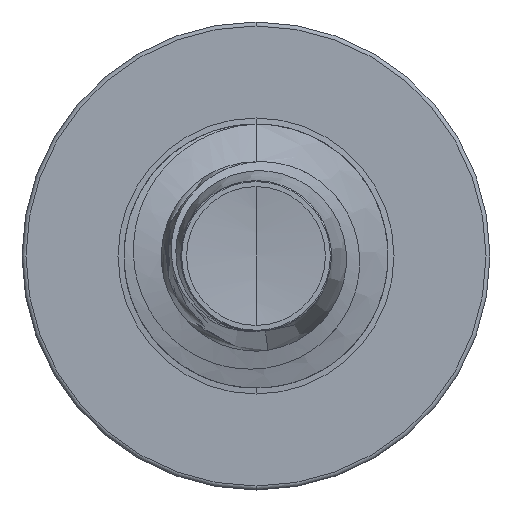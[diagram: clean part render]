
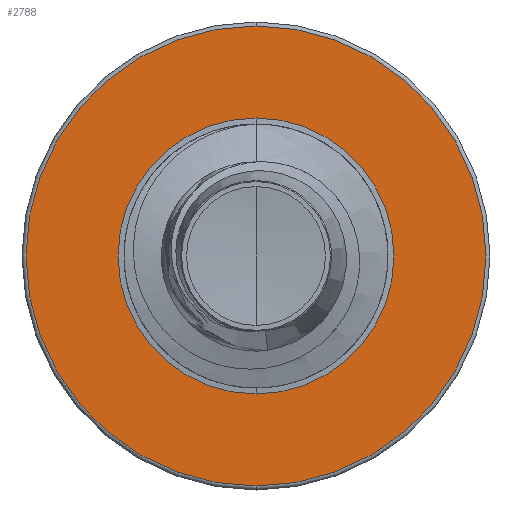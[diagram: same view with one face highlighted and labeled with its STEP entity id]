
A CAD part, front view. The second image highlights one B-rep face of the part: STEP entity #2788.
In plain terms, the highlighted planar face has unit normal (0, -1, 0).
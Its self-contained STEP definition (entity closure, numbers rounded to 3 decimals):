
#1908 = DIRECTION ( 'NONE',  ( 0., 1., 0. ) ) ;
#2261 = ORIENTED_EDGE ( 'NONE', *, *, #13034, .F. ) ;
#2788 = ADVANCED_FACE ( 'NONE', ( #17839, #17227 ), #13376, .F. ) ;
#2811 = AXIS2_PLACEMENT_3D ( 'NONE', #6523, #15795, #8288 ) ;
#4697 = EDGE_LOOP ( 'NONE', ( #7662, #11564 ) ) ;
#5621 = AXIS2_PLACEMENT_3D ( 'NONE', #17193, #10399, #18152 ) ;
#6523 = CARTESIAN_POINT ( 'NONE',  ( 0., 9., 0. ) ) ;
#7485 = VERTEX_POINT ( 'NONE', #17279 ) ;
#7503 = CARTESIAN_POINT ( 'NONE',  ( 0., 9., 1.15 ) ) ;
#7662 = ORIENTED_EDGE ( 'NONE', *, *, #15285, .T. ) ;
#8250 = VERTEX_POINT ( 'NONE', #7503 ) ;
#8288 = DIRECTION ( 'NONE',  ( 0., 0., 1. ) ) ;
#8625 = AXIS2_PLACEMENT_3D ( 'NONE', #12183, #1908, #13385 ) ;
#9851 = AXIS2_PLACEMENT_3D ( 'NONE', #13469, #13342, #13327 ) ;
#9970 = EDGE_CURVE ( 'NONE', #10531, #15041, #15659, .T. ) ;
#10108 = AXIS2_PLACEMENT_3D ( 'NONE', #10532, #18241, #11829 ) ;
#10399 = DIRECTION ( 'NONE',  ( 0., 1., 0. ) ) ;
#10531 = VERTEX_POINT ( 'NONE', #15724 ) ;
#10532 = CARTESIAN_POINT ( 'NONE',  ( 0., 9., 0. ) ) ;
#11097 = CIRCLE ( 'NONE', #10108, 1.15 ) ;
#11564 = ORIENTED_EDGE ( 'NONE', *, *, #13374, .T. ) ;
#11829 = DIRECTION ( 'NONE',  ( 0., 0., 1. ) ) ;
#12183 = CARTESIAN_POINT ( 'NONE',  ( 0., 9., 0. ) ) ;
#13034 = EDGE_CURVE ( 'NONE', #15041, #10531, #15303, .T. ) ;
#13327 = DIRECTION ( 'NONE',  ( 0., 0., 1. ) ) ;
#13342 = DIRECTION ( 'NONE',  ( 0., 1., 0. ) ) ;
#13374 = EDGE_CURVE ( 'NONE', #7485, #8250, #11097, .T. ) ;
#13376 = PLANE ( 'NONE',  #9851 ) ;
#13385 = DIRECTION ( 'NONE',  ( 0., 0., 1. ) ) ;
#13469 = CARTESIAN_POINT ( 'NONE',  ( 0., 9., -1.15 ) ) ;
#15041 = VERTEX_POINT ( 'NONE', #17390 ) ;
#15285 = EDGE_CURVE ( 'NONE', #8250, #7485, #15450, .T. ) ;
#15303 = CIRCLE ( 'NONE', #5621, 1.917 ) ;
#15450 = CIRCLE ( 'NONE', #2811, 1.15 ) ;
#15659 = CIRCLE ( 'NONE', #8625, 1.917 ) ;
#15724 = CARTESIAN_POINT ( 'NONE',  ( 0., 9., 1.917 ) ) ;
#15795 = DIRECTION ( 'NONE',  ( 0., 1., 0. ) ) ;
#17101 = ORIENTED_EDGE ( 'NONE', *, *, #9970, .F. ) ;
#17193 = CARTESIAN_POINT ( 'NONE',  ( 0., 9., 0. ) ) ;
#17227 = FACE_BOUND ( 'NONE', #4697, .T. ) ;
#17279 = CARTESIAN_POINT ( 'NONE',  ( 0., 9., -1.15 ) ) ;
#17390 = CARTESIAN_POINT ( 'NONE',  ( 0., 9., -1.917 ) ) ;
#17705 = EDGE_LOOP ( 'NONE', ( #17101, #2261 ) ) ;
#17839 = FACE_OUTER_BOUND ( 'NONE', #17705, .T. ) ;
#18152 = DIRECTION ( 'NONE',  ( 0., 0., 1. ) ) ;
#18241 = DIRECTION ( 'NONE',  ( 0., 1., 0. ) ) ;
